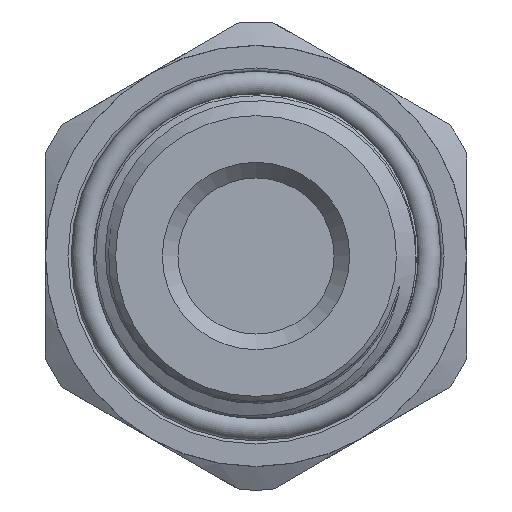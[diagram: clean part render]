
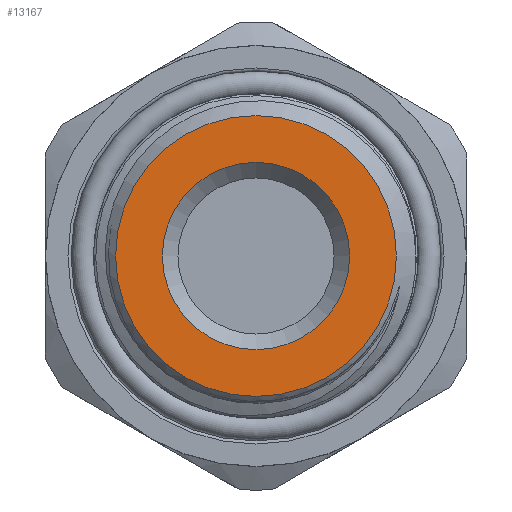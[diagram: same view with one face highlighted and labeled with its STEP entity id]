
A CAD part, left-side view. The second image highlights one B-rep face of the part: STEP entity #13167.
In plain terms, the highlighted face is planar.
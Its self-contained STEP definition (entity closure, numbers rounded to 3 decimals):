
#133=FACE_BOUND('',#4690,.T.);
#3903=FACE_OUTER_BOUND('',#4689,.T.);
#4689=EDGE_LOOP('',(#12142));
#4690=EDGE_LOOP('',(#12143));
#4963=CIRCLE('',#13833,9.);
#4974=CIRCLE('',#13863,6.);
#6267=VERTEX_POINT('',#29680);
#6280=VERTEX_POINT('',#32715);
#8202=EDGE_CURVE('',#6267,#6267,#4963,.T.);
#8241=EDGE_CURVE('',#6280,#6280,#4974,.T.);
#12142=ORIENTED_EDGE('',*,*,#8202,.T.);
#12143=ORIENTED_EDGE('',*,*,#8241,.F.);
#12442=PLANE('',#13862);
#13167=ADVANCED_FACE('',(#3903,#133),#12442,.T.);
#13833=AXIS2_PLACEMENT_3D('',#29682,#16008,#16009);
#13862=AXIS2_PLACEMENT_3D('',#32714,#16079,#16080);
#13863=AXIS2_PLACEMENT_3D('',#32716,#16081,#16082);
#16008=DIRECTION('center_axis',(1.,0.,0.));
#16009=DIRECTION('ref_axis',(0.,1.,0.));
#16079=DIRECTION('center_axis',(1.,0.,0.));
#16080=DIRECTION('ref_axis',(0.,0.,-1.));
#16081=DIRECTION('center_axis',(1.,0.,0.));
#16082=DIRECTION('ref_axis',(0.,0.,-1.));
#29680=CARTESIAN_POINT('',(0.,-9.,0.));
#29682=CARTESIAN_POINT('Origin',(0.,0.,0.));
#32714=CARTESIAN_POINT('Origin',(0.,6.,0.));
#32715=CARTESIAN_POINT('',(0.,-6.,0.));
#32716=CARTESIAN_POINT('Origin',(0.,0.,
0.));
